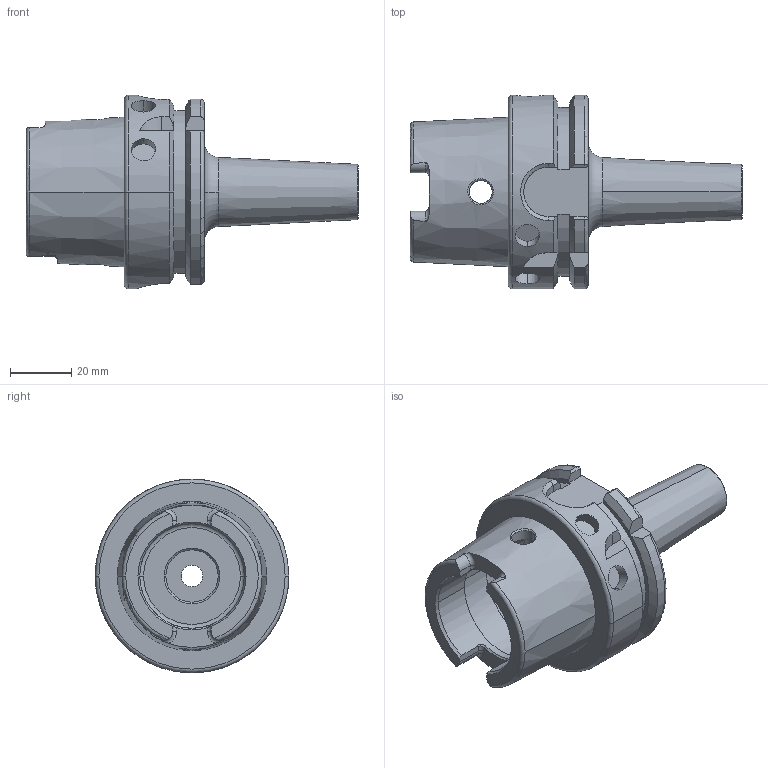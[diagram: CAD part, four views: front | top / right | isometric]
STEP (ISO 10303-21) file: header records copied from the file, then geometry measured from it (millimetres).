
FILE_DESCRIPTION (( 'STEP AP214' ), '1' );
FILE_NAME ('9163A-ES8M10050.STEP', '2020-08-04T07:30:34', ( '' ), ( '' ), 'SwSTEP 2.0', 'SolidWorks 2018', '' );
FILE_SCHEMA (( 'AUTOMOTIVE_DESIGN' ));
Length unit declared in the file: millimetre
Products named in the file (1): 9163A-ES8M10050
Bounding box: 108 x 63 x 63 mm (x, y, z)
Volume: 95089.2 mm3; surface area: 26584 mm2
Topology: 1 solids, 1 shells, 168 faces, 429 edges, 268 vertices
Faces by surface type: cylinder 51, plane 51, cone 27, torus 25, bspline 14
Entity records: 6678 total; most frequent: CARTESIAN_POINT 2603, ORIENTED_EDGE 854, DIRECTION 778, EDGE_CURVE 427, AXIS2_PLACEMENT_3D 314, VERTEX_POINT 268, EDGE_LOOP 181, FACE_OUTER_BOUND 168
